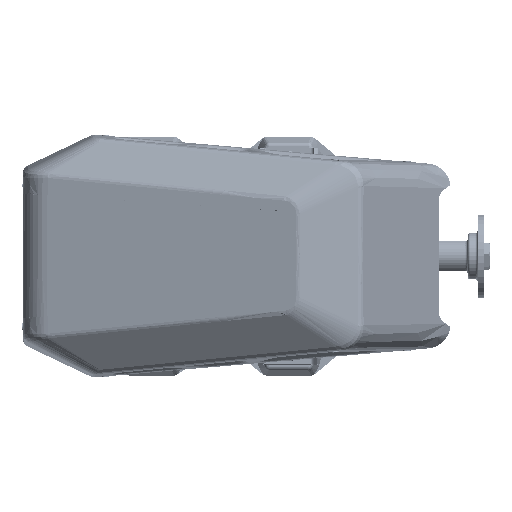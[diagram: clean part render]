
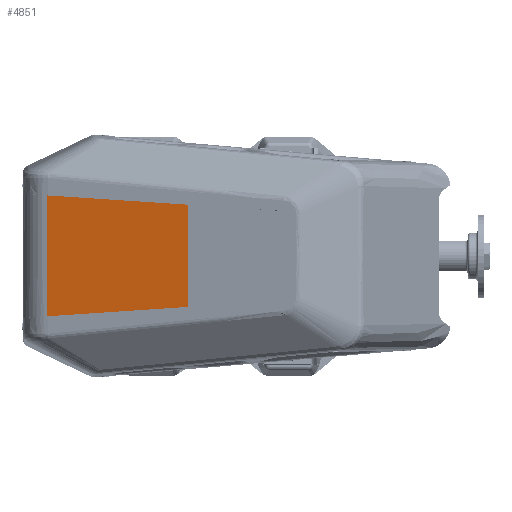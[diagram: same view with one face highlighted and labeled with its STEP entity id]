
A CAD part, top view. The second image highlights one B-rep face of the part: STEP entity #4851.
In plain terms, the highlighted planar face has unit normal (-0.257, 0, 0.966).
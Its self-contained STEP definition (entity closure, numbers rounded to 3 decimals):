
#4851 = ADVANCED_FACE ( 'NONE', ( #340699 ), #372789, .T. ) ;
#5441 = CARTESIAN_POINT ( 'NONE',  ( 70.805, -63.394, 209.606 ) ) ;
#14574 = EDGE_CURVE ( 'NONE', #254132, #256722, #202533, .T. ) ;
#20829 = EDGE_CURVE ( 'NONE', #257064, #99478, #145440, .T. ) ;
#27917 = EDGE_CURVE ( 'NONE', #99478, #254132, #77350, .T. ) ;
#32848 = CARTESIAN_POINT ( 'NONE',  ( -73.087, -118., 171.333 ) ) ;
#35690 = CARTESIAN_POINT ( 'NONE',  ( 92.081, -61.985, 215.265 ) ) ;
#38779 = DIRECTION ( 'NONE',  ( -0.257, 0., 0.966 ) ) ;
#39613 = EDGE_LOOP ( 'NONE', ( #397473, #393714, #255170, #165515 ) ) ;
#41613 = CARTESIAN_POINT ( 'NONE',  ( -45.01, -71.064, 178.801 ) ) ;
#65003 = CARTESIAN_POINT ( 'NONE',  ( -73.087, -72.924, 171.333 ) ) ;
#67847 = CARTESIAN_POINT ( 'NONE',  ( 94.001, -61.858, 215.775 ) ) ;
#76294 = CARTESIAN_POINT ( 'NONE',  ( 96.691, 61.68, 216.491 ) ) ;
#76897 = CARTESIAN_POINT ( 'NONE',  ( 40.098, 65.428, 201.438 ) ) ;
#77350 = B_SPLINE_CURVE_WITH_KNOTS ( 'NONE', 3,
 ( #229671, #76897, #199557, #129333 ),
 .UNSPECIFIED., .F., .F.,
 ( 4, 4 ),
 ( 0.746, 1. ),
 .UNSPECIFIED. ) ;
#88199 = B_SPLINE_CURVE_WITH_KNOTS ( 'NONE', 3,
 ( #373643, #41613, #250867, #377622, #5441, #103879, #254878, #35690, #136152, #315339, #319332, #134170, #67847, #258838, #256844, #289059, #196501, #166273, #130219 ),
 .UNSPECIFIED., .F., .F.,
 ( 4, 1, 1, 1, 1, 1, 1, 1, 1, 1, 1, 2, 2, 1, 4 ),
 ( 0., 0.126, 0.189, 0.221, 0.236, 0.244, 0.248, 0.249, 0.25, 0.25, 0.25, 0.25, 0.25, 0.25, 0.252 ),
 .UNSPECIFIED. ) ;
#99478 = VERTEX_POINT ( 'NONE', #76294 ) ;
#103879 = CARTESIAN_POINT ( 'NONE',  ( 83.088, -62.581, 212.873 ) ) ;
#125393 = DIRECTION ( 'NONE',  ( 0.966, 0., 0.257 ) ) ;
#129333 = CARTESIAN_POINT ( 'NONE',  ( -73.087, 72.924, 171.333 ) ) ;
#130219 = CARTESIAN_POINT ( 'NONE',  ( 96.691, -61.68, 216.491 ) ) ;
#134170 = CARTESIAN_POINT ( 'NONE',  ( 93.959, -61.861, 215.765 ) ) ;
#136152 = CARTESIAN_POINT ( 'NONE',  ( 93.288, -61.905, 215.586 ) ) ;
#141464 = DIRECTION ( 'NONE',  ( 0., 1., 0. ) ) ;
#145440 = LINE ( 'NONE', #231912, #330159 ) ;
#165515 = ORIENTED_EDGE ( 'NONE', *, *, #14574, .T. ) ;
#166273 = CARTESIAN_POINT ( 'NONE',  ( 95.828, -61.737, 216.261 ) ) ;
#196501 = CARTESIAN_POINT ( 'NONE',  ( 94.944, -61.796, 216.026 ) ) ;
#199557 = CARTESIAN_POINT ( 'NONE',  ( -16.494, 69.176, 186.386 ) ) ;
#202533 = LINE ( 'NONE', #293110, #218674 ) ;
#218674 = VECTOR ( 'NONE', #349594, 1000. ) ;
#229671 = CARTESIAN_POINT ( 'NONE',  ( 96.691, 61.68, 216.491 ) ) ;
#231912 = CARTESIAN_POINT ( 'NONE',  ( 96.691, -118., 216.491 ) ) ;
#250867 = CARTESIAN_POINT ( 'NONE',  ( -2.896, -68.275, 190.003 ) ) ;
#254132 = VERTEX_POINT ( 'NONE', #294539 ) ;
#254878 = CARTESIAN_POINT ( 'NONE',  ( 89.23, -62.174, 214.507 ) ) ;
#255170 = ORIENTED_EDGE ( 'NONE', *, *, #27917, .T. ) ;
#256722 = VERTEX_POINT ( 'NONE', #65003 ) ;
#256844 = CARTESIAN_POINT ( 'NONE',  ( 94.026, -61.857, 215.782 ) ) ;
#257064 = VERTEX_POINT ( 'NONE', #306087 ) ;
#258838 = CARTESIAN_POINT ( 'NONE',  ( 94.021, -61.857, 215.781 ) ) ;
#289059 = CARTESIAN_POINT ( 'NONE',  ( 94.053, -61.855, 215.789 ) ) ;
#293110 = CARTESIAN_POINT ( 'NONE',  ( -73.087, -118., 171.333 ) ) ;
#294539 = CARTESIAN_POINT ( 'NONE',  ( -73.087, 72.924, 171.333 ) ) ;
#306087 = CARTESIAN_POINT ( 'NONE',  ( 96.691, -61.68, 216.491 ) ) ;
#315339 = CARTESIAN_POINT ( 'NONE',  ( 93.672, -61.88, 215.688 ) ) ;
#317537 = EDGE_CURVE ( 'NONE', #256722, #257064, #88199, .T. ) ;
#319332 = CARTESIAN_POINT ( 'NONE',  ( 93.864, -61.867, 215.739 ) ) ;
#330159 = VECTOR ( 'NONE', #141464, 1000. ) ;
#340699 = FACE_OUTER_BOUND ( 'NONE', #39613, .T. ) ;
#349540 = AXIS2_PLACEMENT_3D ( 'NONE', #32848, #38779, #125393 ) ;
#349594 = DIRECTION ( 'NONE',  ( 0., -1., 0. ) ) ;
#372789 = PLANE ( 'NONE',  #349540 ) ;
#373643 = CARTESIAN_POINT ( 'NONE',  ( -73.087, -72.924, 171.333 ) ) ;
#377622 = CARTESIAN_POINT ( 'NONE',  ( 46.238, -65.021, 203.071 ) ) ;
#393714 = ORIENTED_EDGE ( 'NONE', *, *, #20829, .T. ) ;
#397473 = ORIENTED_EDGE ( 'NONE', *, *, #317537, .T. ) ;
